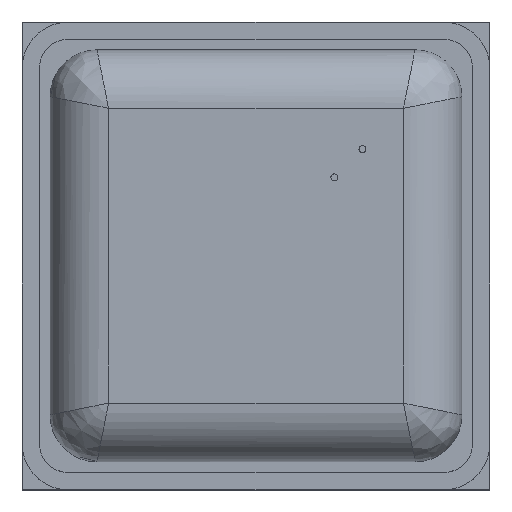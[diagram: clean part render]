
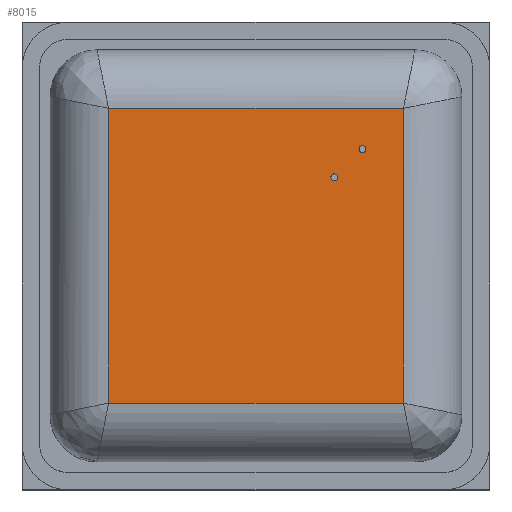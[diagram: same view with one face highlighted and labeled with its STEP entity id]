
A CAD part, top view. The second image highlights one B-rep face of the part: STEP entity #8015.
In plain terms, the highlighted planar face has unit normal (0, 0, 1).
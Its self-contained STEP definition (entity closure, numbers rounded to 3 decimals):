
#74 = DIRECTION ( 'NONE',  ( -1., 0., 0. ) ) ;
#388 = LINE ( 'NONE', #14970, #5808 ) ;
#585 = DIRECTION ( 'NONE',  ( 0., -1., 0. ) ) ;
#762 = EDGE_CURVE ( 'NONE', #10121, #6514, #7015, .T. ) ;
#792 = DIRECTION ( 'NONE',  ( 0., -1., 0. ) ) ;
#1021 = EDGE_CURVE ( 'NONE', #6514, #10121, #14000, .T. ) ;
#1037 = DIRECTION ( 'NONE',  ( 0., 0., 1. ) ) ;
#1213 = AXIS2_PLACEMENT_3D ( 'NONE', #11817, #6719, #585 ) ;
#1650 = EDGE_LOOP ( 'NONE', ( #10687, #9668 ) ) ;
#1792 = EDGE_CURVE ( 'NONE', #14663, #11309, #15750, .T. ) ;
#1963 = PLANE ( 'NONE',  #6746 ) ;
#2045 = FACE_BOUND ( 'NONE', #1650, .T. ) ;
#2367 = CARTESIAN_POINT ( 'NONE',  ( 0.335, 0.32, 0.8 ) ) ;
#2399 = AXIS2_PLACEMENT_3D ( 'NONE', #9606, #10657, #12964 ) ;
#2652 = AXIS2_PLACEMENT_3D ( 'NONE', #15523, #1037, #792 ) ;
#2745 = ORIENTED_EDGE ( 'NONE', *, *, #5616, .T. ) ;
#3420 = ORIENTED_EDGE ( 'NONE', *, *, #1792, .T. ) ;
#3553 = CARTESIAN_POINT ( 'NONE',  ( -0.63, -0.63, 0.8 ) ) ;
#3786 = CARTESIAN_POINT ( 'NONE',  ( 0.63, -0.63, 0.8 ) ) ;
#3892 = CARTESIAN_POINT ( 'NONE',  ( 0.63, 0.68, 0.8 ) ) ;
#4136 = CARTESIAN_POINT ( 'NONE',  ( -0.63, 0.63, 0.8 ) ) ;
#4276 = EDGE_CURVE ( 'NONE', #13145, #14881, #15599, .T. ) ;
#4545 = FACE_BOUND ( 'NONE', #14369, .T. ) ;
#4770 = CARTESIAN_POINT ( 'NONE',  ( 0.68, -0.63, 0.8 ) ) ;
#5417 = CARTESIAN_POINT ( 'NONE',  ( 0.335, 0.35, 0.8 ) ) ;
#5616 = EDGE_CURVE ( 'NONE', #11309, #8846, #11099, .T. ) ;
#5808 = VECTOR ( 'NONE', #74, 1000. ) ;
#6266 = VECTOR ( 'NONE', #14304, 1000. ) ;
#6514 = VERTEX_POINT ( 'NONE', #5417 ) ;
#6521 = ORIENTED_EDGE ( 'NONE', *, *, #1021, .F. ) ;
#6719 = DIRECTION ( 'NONE',  ( 0., 0., 1. ) ) ;
#6746 = AXIS2_PLACEMENT_3D ( 'NONE', #9475, #14370, #15383 ) ;
#7015 = CIRCLE ( 'NONE', #2652, 0.015 ) ;
#7029 = FACE_OUTER_BOUND ( 'NONE', #7062, .T. ) ;
#7062 = EDGE_LOOP ( 'NONE', ( #3420, #2745, #11606, #12767 ) ) ;
#7504 = DIRECTION ( 'NONE',  ( 0., 1., 0. ) ) ;
#8015 = ADVANCED_FACE ( 'NONE', ( #4545, #2045, #7029 ), #1963, .T. ) ;
#8147 = DIRECTION ( 'NONE',  ( 0., 0., 1. ) ) ;
#8181 = LINE ( 'NONE', #9491, #6266 ) ;
#8711 = EDGE_CURVE ( 'NONE', #9958, #14663, #8181, .T. ) ;
#8846 = VERTEX_POINT ( 'NONE', #9472 ) ;
#9077 = CARTESIAN_POINT ( 'NONE',  ( 0.455, 0.44, 0.8 ) ) ;
#9461 = EDGE_CURVE ( 'NONE', #14881, #13145, #11923, .T. ) ;
#9472 = CARTESIAN_POINT ( 'NONE',  ( 0.63, 0.63, 0.8 ) ) ;
#9475 = CARTESIAN_POINT ( 'NONE',  ( -0.68, -0.68, 0.8 ) ) ;
#9491 = CARTESIAN_POINT ( 'NONE',  ( -0.63, -0.68, 0.8 ) ) ;
#9606 = CARTESIAN_POINT ( 'NONE',  ( 0.455, 0.455, 0.8 ) ) ;
#9668 = ORIENTED_EDGE ( 'NONE', *, *, #4276, .F. ) ;
#9958 = VERTEX_POINT ( 'NONE', #4136 ) ;
#10121 = VERTEX_POINT ( 'NONE', #2367 ) ;
#10657 = DIRECTION ( 'NONE',  ( 0., 0., 1. ) ) ;
#10687 = ORIENTED_EDGE ( 'NONE', *, *, #9461, .F. ) ;
#11099 = LINE ( 'NONE', #3892, #14621 ) ;
#11188 = AXIS2_PLACEMENT_3D ( 'NONE', #15520, #8147, #15694 ) ;
#11309 = VERTEX_POINT ( 'NONE', #3786 ) ;
#11377 = EDGE_CURVE ( 'NONE', #8846, #9958, #388, .T. ) ;
#11446 = ORIENTED_EDGE ( 'NONE', *, *, #762, .F. ) ;
#11606 = ORIENTED_EDGE ( 'NONE', *, *, #11377, .T. ) ;
#11817 = CARTESIAN_POINT ( 'NONE',  ( 0.455, 0.455, 0.8 ) ) ;
#11923 = CIRCLE ( 'NONE', #2399, 0.015 ) ;
#12767 = ORIENTED_EDGE ( 'NONE', *, *, #8711, .T. ) ;
#12964 = DIRECTION ( 'NONE',  ( 0., -1., 0. ) ) ;
#13145 = VERTEX_POINT ( 'NONE', #13244 ) ;
#13244 = CARTESIAN_POINT ( 'NONE',  ( 0.455, 0.47, 0.8 ) ) ;
#13269 = DIRECTION ( 'NONE',  ( 1., 0., 0. ) ) ;
#14000 = CIRCLE ( 'NONE', #11188, 0.015 ) ;
#14232 = VECTOR ( 'NONE', #13269, 1000. ) ;
#14304 = DIRECTION ( 'NONE',  ( 0., -1., 0. ) ) ;
#14369 = EDGE_LOOP ( 'NONE', ( #11446, #6521 ) ) ;
#14370 = DIRECTION ( 'NONE',  ( 0., 0., 1. ) ) ;
#14621 = VECTOR ( 'NONE', #7504, 1000. ) ;
#14663 = VERTEX_POINT ( 'NONE', #3553 ) ;
#14881 = VERTEX_POINT ( 'NONE', #9077 ) ;
#14970 = CARTESIAN_POINT ( 'NONE',  ( -0.68, 0.63, 0.8 ) ) ;
#15383 = DIRECTION ( 'NONE',  ( 1., 0., 0. ) ) ;
#15520 = CARTESIAN_POINT ( 'NONE',  ( 0.335, 0.335, 0.8 ) ) ;
#15523 = CARTESIAN_POINT ( 'NONE',  ( 0.335, 0.335, 0.8 ) ) ;
#15599 = CIRCLE ( 'NONE', #1213, 0.015 ) ;
#15694 = DIRECTION ( 'NONE',  ( 0., -1., 0. ) ) ;
#15750 = LINE ( 'NONE', #4770, #14232 ) ;
